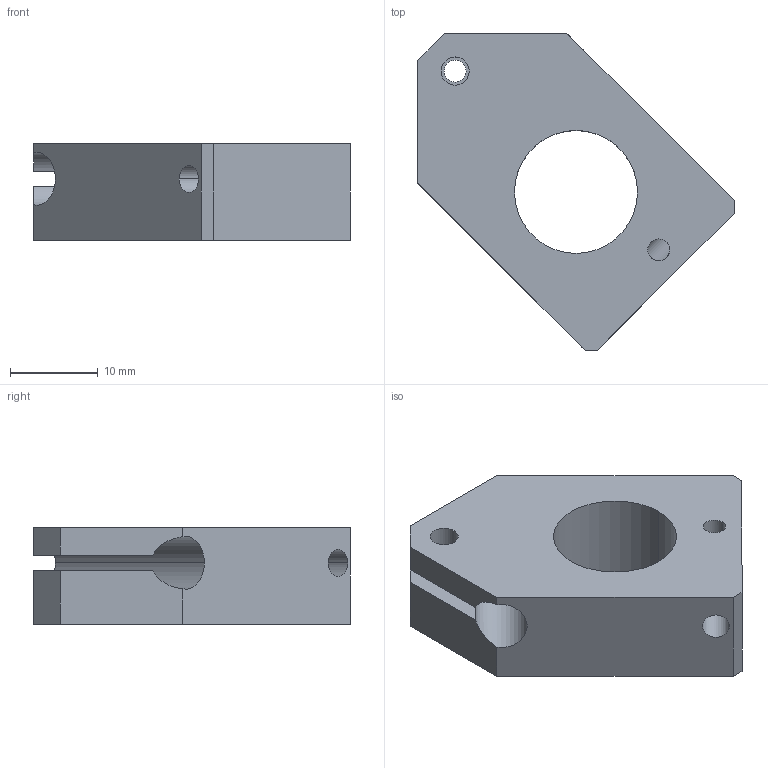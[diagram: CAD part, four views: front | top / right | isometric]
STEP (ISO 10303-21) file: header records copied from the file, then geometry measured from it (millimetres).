
FILE_DESCRIPTION (( 'STEP AP214' ), '1' );
FILE_NAME ('MMPE10009 -BlockALUchauffeM16platv2CM.STEP', '2024-09-03T14:39:58', ( '' ), ( '' ), 'SwSTEP 2.0', 'SolidWorks 2019', '' );
FILE_SCHEMA (( 'AUTOMOTIVE_DESIGN' ));
Length unit declared in the file: millimetre
Products named in the file (1): MMPE10009 -BlockALUchauffeM16platv2CM
Bounding box: 36 x 36 x 11 mm (x, y, z)
Volume: 6145.5 mm3; surface area: 3751.1 mm2
Topology: 1 solids, 1 shells, 27 faces, 75 edges, 50 vertices
Faces by surface type: plane 15, cylinder 12
Entity records: 1029 total; most frequent: CARTESIAN_POINT 207, ORIENTED_EDGE 150, DIRECTION 147, EDGE_CURVE 75, AXIS2_PLACEMENT_3D 50, VERTEX_POINT 50, VECTOR 47, LINE 47
